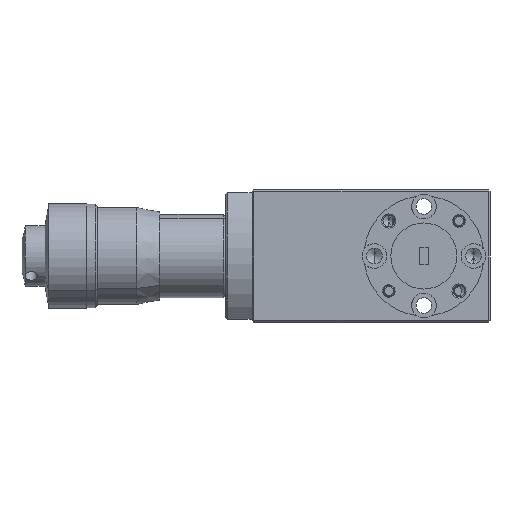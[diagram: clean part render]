
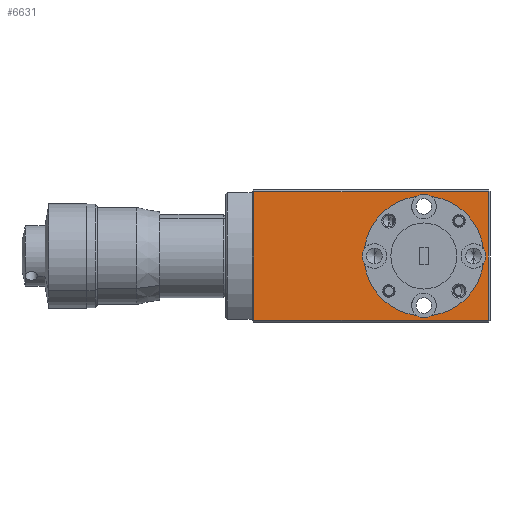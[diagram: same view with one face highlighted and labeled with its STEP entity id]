
A CAD part, left-side view. The second image highlights one B-rep face of the part: STEP entity #6631.
In plain terms, the highlighted planar face has unit normal (-1, 0, 0).
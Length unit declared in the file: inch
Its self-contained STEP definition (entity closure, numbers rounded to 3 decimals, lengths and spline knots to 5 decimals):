
#97 = EDGE_CURVE ( 'NONE', #14784, #1905, #5790, .T. ) ;
#474 = DIRECTION ( 'NONE',  ( 0., 1., 0. ) ) ;
#550 = CARTESIAN_POINT ( 'NONE',  ( -1.2, -0.3, -0.28125 ) ) ;
#558 = CARTESIAN_POINT ( 'NONE',  ( -1.2, -0.3, -0.28125 ) ) ;
#559 = DIRECTION ( 'NONE',  ( -1., 0., 0. ) ) ;
#722 = VERTEX_POINT ( 'NONE', #8871 ) ;
#845 = DIRECTION ( 'NONE',  ( 0., 0., 1. ) ) ;
#1380 = DIRECTION ( 'NONE',  ( 0., 0., 1. ) ) ;
#1668 = DIRECTION ( 'NONE',  ( -1., 0., 0. ) ) ;
#1712 = DIRECTION ( 'NONE',  ( 0., 0., 1. ) ) ;
#1736 = VERTEX_POINT ( 'NONE', #6138 ) ;
#1905 = VERTEX_POINT ( 'NONE', #13292 ) ;
#2068 = CARTESIAN_POINT ( 'NONE',  ( -1.2, -0.34177, -0.33743 ) ) ;
#2078 = ORIENTED_EDGE ( 'NONE', *, *, #16449, .F. ) ;
#2089 = ORIENTED_EDGE ( 'NONE', *, *, #15192, .T. ) ;
#2436 = EDGE_CURVE ( 'NONE', #7691, #722, #9978, .T. ) ;
#2522 = CIRCLE ( 'NONE', #12973, 0.34 ) ;
#2991 = DIRECTION ( 'NONE',  ( 0., 0., 1. ) ) ;
#3300 = CARTESIAN_POINT ( 'NONE',  ( -1.2, 0.03742, 0.04177 ) ) ;
#3389 = DIRECTION ( 'NONE',  ( 0., 0., 1. ) ) ;
#3694 = DIRECTION ( 'NONE',  ( 0., 0., 1. ) ) ;
#3772 = DIRECTION ( 'NONE',  ( 0., 0., 1. ) ) ;
#3787 = ORIENTED_EDGE ( 'NONE', *, *, #2436, .T. ) ;
#3990 = CARTESIAN_POINT ( 'NONE',  ( -1.2, -0.3, 0. ) ) ;
#4192 = CIRCLE ( 'NONE', #17008, 0.07 ) ;
#4213 = VECTOR ( 'NONE', #10820, 39.37008 ) ;
#4572 = EDGE_CURVE ( 'NONE', #8049, #16618, #4192, .T. ) ;
#4579 = DIRECTION ( 'NONE',  ( 0., 0., 1. ) ) ;
#4694 = VERTEX_POINT ( 'NONE', #17808 ) ;
#4783 = CIRCLE ( 'NONE', #17017, 0.07 ) ;
#4895 = CARTESIAN_POINT ( 'NONE',  ( -1.2, -0.3, -0.35125 ) ) ;
#5279 = ORIENTED_EDGE ( 'NONE', *, *, #14399, .F. ) ;
#5281 = EDGE_CURVE ( 'NONE', #6823, #15920, #10114, .T. ) ;
#5615 = CARTESIAN_POINT ( 'NONE',  ( -1.2, 0.03742, -0.04177 ) ) ;
#5657 = DIRECTION ( 'NONE',  ( 0., 0., 1. ) ) ;
#5790 = CIRCLE ( 'NONE', #14442, 0.34 ) ;
#5804 = CARTESIAN_POINT ( 'NONE',  ( -1.2, -0.3, 0.28125 ) ) ;
#5848 = CARTESIAN_POINT ( 'NONE',  ( -1.2, -0.3, 0. ) ) ;
#6138 = CARTESIAN_POINT ( 'NONE',  ( -1.2, -0.25823, -0.33743 ) ) ;
#6187 = ORIENTED_EDGE ( 'NONE', *, *, #10582, .T. ) ;
#6367 = CARTESIAN_POINT ( 'NONE',  ( -1.2, -0.3, 0.35125 ) ) ;
#6423 = DIRECTION ( 'NONE',  ( 0., 0., 1. ) ) ;
#6494 = CARTESIAN_POINT ( 'NONE',  ( -1.2, -0.3, 0.28125 ) ) ;
#6576 = DIRECTION ( 'NONE',  ( -1., 0., 0. ) ) ;
#6593 = VERTEX_POINT ( 'NONE', #16196 ) ;
#6631 = ADVANCED_FACE ( 'NONE', ( #17504, #16573 ), #15439, .T. ) ;
#6791 = ORIENTED_EDGE ( 'NONE', *, *, #5281, .T. ) ;
#6823 = VERTEX_POINT ( 'NONE', #17206 ) ;
#6967 = DIRECTION ( 'NONE',  ( 0., 0., 1. ) ) ;
#7331 = EDGE_CURVE ( 'NONE', #1905, #12595, #9824, .T. ) ;
#7691 = VERTEX_POINT ( 'NONE', #7884 ) ;
#7753 = VECTOR ( 'NONE', #1380, 39.37008 ) ;
#7816 = VECTOR ( 'NONE', #474, 39.37008 ) ;
#7884 = CARTESIAN_POINT ( 'NONE',  ( -1.2, -0.665, -0.365 ) ) ;
#8049 = VERTEX_POINT ( 'NONE', #3300 ) ;
#8163 = EDGE_CURVE ( 'NONE', #16473, #14784, #12486, .T. ) ;
#8337 = AXIS2_PLACEMENT_3D ( 'NONE', #558, #16472, #845 ) ;
#8600 = AXIS2_PLACEMENT_3D ( 'NONE', #550, #10474, #3389 ) ;
#8621 = CIRCLE ( 'NONE', #8337, 0.07 ) ;
#8871 = CARTESIAN_POINT ( 'NONE',  ( -1.2, -0.665, 0.365 ) ) ;
#9002 = LINE ( 'NONE', #14706, #7816 ) ;
#9747 = ORIENTED_EDGE ( 'NONE', *, *, #8163, .F. ) ;
#9824 = CIRCLE ( 'NONE', #13429, 0.07 ) ;
#9865 = ORIENTED_EDGE ( 'NONE', *, *, #4572, .F. ) ;
#9978 = LINE ( 'NONE', #11664, #7753 ) ;
#10020 = DIRECTION ( 'NONE',  ( -1., 0., 0. ) ) ;
#10114 = LINE ( 'NONE', #17656, #10776 ) ;
#10139 = CIRCLE ( 'NONE', #14033, 0.34 ) ;
#10353 = AXIS2_PLACEMENT_3D ( 'NONE', #16658, #6576, #3772 ) ;
#10474 = DIRECTION ( 'NONE',  ( -1., 0., 0. ) ) ;
#10582 = EDGE_CURVE ( 'NONE', #722, #6823, #9002, .T. ) ;
#10602 = DIRECTION ( 'NONE',  ( 0., 0., 1. ) ) ;
#10631 = ORIENTED_EDGE ( 'NONE', *, *, #11647, .F. ) ;
#10776 = VECTOR ( 'NONE', #15825, 39.37008 ) ;
#10820 = DIRECTION ( 'NONE',  ( 0., -1., 0. ) ) ;
#11211 = CARTESIAN_POINT ( 'NONE',  ( -1.2, -0.63743, 0.04177 ) ) ;
#11486 = DIRECTION ( 'NONE',  ( -1., 0., 0. ) ) ;
#11641 = CARTESIAN_POINT ( 'NONE',  ( -1.2, 0.665, -0.365 ) ) ;
#11647 = EDGE_CURVE ( 'NONE', #12483, #6593, #14284, .T. ) ;
#11664 = CARTESIAN_POINT ( 'NONE',  ( -1.2, -0.665, 0. ) ) ;
#11828 = EDGE_LOOP ( 'NONE', ( #2089, #3787, #6187, #6791 ) ) ;
#12013 = EDGE_CURVE ( 'NONE', #1736, #16473, #8621, .T. ) ;
#12081 = ORIENTED_EDGE ( 'NONE', *, *, #12774, .F. ) ;
#12082 = CIRCLE ( 'NONE', #14469, 0.34 ) ;
#12483 = VERTEX_POINT ( 'NONE', #6367 ) ;
#12486 = CIRCLE ( 'NONE', #8600, 0.07 ) ;
#12595 = VERTEX_POINT ( 'NONE', #11211 ) ;
#12774 = EDGE_CURVE ( 'NONE', #4694, #12483, #4783, .T. ) ;
#12973 = AXIS2_PLACEMENT_3D ( 'NONE', #5848, #10020, #5657 ) ;
#13253 = DIRECTION ( 'NONE',  ( -1., 0., 0. ) ) ;
#13292 = CARTESIAN_POINT ( 'NONE',  ( -1.2, -0.63743, -0.04177 ) ) ;
#13429 = AXIS2_PLACEMENT_3D ( 'NONE', #13611, #17798, #6423 ) ;
#13448 = LINE ( 'NONE', #17915, #4213 ) ;
#13611 = CARTESIAN_POINT ( 'NONE',  ( -1.2, -0.58125, 0. ) ) ;
#13788 = DIRECTION ( 'NONE',  ( -1., 0., 0. ) ) ;
#14033 = AXIS2_PLACEMENT_3D ( 'NONE', #17796, #13253, #10602 ) ;
#14284 = CIRCLE ( 'NONE', #17860, 0.07 ) ;
#14399 = EDGE_CURVE ( 'NONE', #12595, #4694, #10139, .T. ) ;
#14442 = AXIS2_PLACEMENT_3D ( 'NONE', #3990, #15382, #6967 ) ;
#14469 = AXIS2_PLACEMENT_3D ( 'NONE', #14527, #559, #1712 ) ;
#14527 = CARTESIAN_POINT ( 'NONE',  ( -1.2, -0.3, 0. ) ) ;
#14706 = CARTESIAN_POINT ( 'NONE',  ( -1.2, 0., 0.365 ) ) ;
#14784 = VERTEX_POINT ( 'NONE', #2068 ) ;
#15192 = EDGE_CURVE ( 'NONE', #15920, #7691, #13448, .T. ) ;
#15382 = DIRECTION ( 'NONE',  ( -1., 0., 0. ) ) ;
#15439 = PLANE ( 'NONE',  #10353 ) ;
#15825 = DIRECTION ( 'NONE',  ( 0., 0., -1. ) ) ;
#15920 = VERTEX_POINT ( 'NONE', #11641 ) ;
#16196 = CARTESIAN_POINT ( 'NONE',  ( -1.2, -0.25823, 0.33742 ) ) ;
#16422 = EDGE_CURVE ( 'NONE', #6593, #8049, #2522, .T. ) ;
#16449 = EDGE_CURVE ( 'NONE', #16618, #1736, #12082, .T. ) ;
#16472 = DIRECTION ( 'NONE',  ( -1., 0., 0. ) ) ;
#16473 = VERTEX_POINT ( 'NONE', #4895 ) ;
#16573 = FACE_OUTER_BOUND ( 'NONE', #11828, .T. ) ;
#16618 = VERTEX_POINT ( 'NONE', #5615 ) ;
#16658 = CARTESIAN_POINT ( 'NONE',  ( -1.2, 0., 0. ) ) ;
#16836 = ORIENTED_EDGE ( 'NONE', *, *, #12013, .F. ) ;
#16960 = ORIENTED_EDGE ( 'NONE', *, *, #97, .F. ) ;
#17008 = AXIS2_PLACEMENT_3D ( 'NONE', #17264, #1668, #4579 ) ;
#17017 = AXIS2_PLACEMENT_3D ( 'NONE', #5804, #11486, #2991 ) ;
#17128 = ORIENTED_EDGE ( 'NONE', *, *, #7331, .F. ) ;
#17206 = CARTESIAN_POINT ( 'NONE',  ( -1.2, 0.665, 0.365 ) ) ;
#17264 = CARTESIAN_POINT ( 'NONE',  ( -1.2, -0.01875, 0. ) ) ;
#17504 = FACE_BOUND ( 'NONE', #17832, .T. ) ;
#17656 = CARTESIAN_POINT ( 'NONE',  ( -1.2, 0.665, 0. ) ) ;
#17744 = ORIENTED_EDGE ( 'NONE', *, *, #16422, .F. ) ;
#17796 = CARTESIAN_POINT ( 'NONE',  ( -1.2, -0.3, 0. ) ) ;
#17798 = DIRECTION ( 'NONE',  ( -1., 0., 0. ) ) ;
#17808 = CARTESIAN_POINT ( 'NONE',  ( -1.2, -0.34177, 0.33742 ) ) ;
#17832 = EDGE_LOOP ( 'NONE', ( #17128, #16960, #9747, #16836, #2078, #9865, #17744, #10631, #12081, #5279 ) ) ;
#17860 = AXIS2_PLACEMENT_3D ( 'NONE', #6494, #13788, #3694 ) ;
#17915 = CARTESIAN_POINT ( 'NONE',  ( -1.2, -0.675, -0.365 ) ) ;
